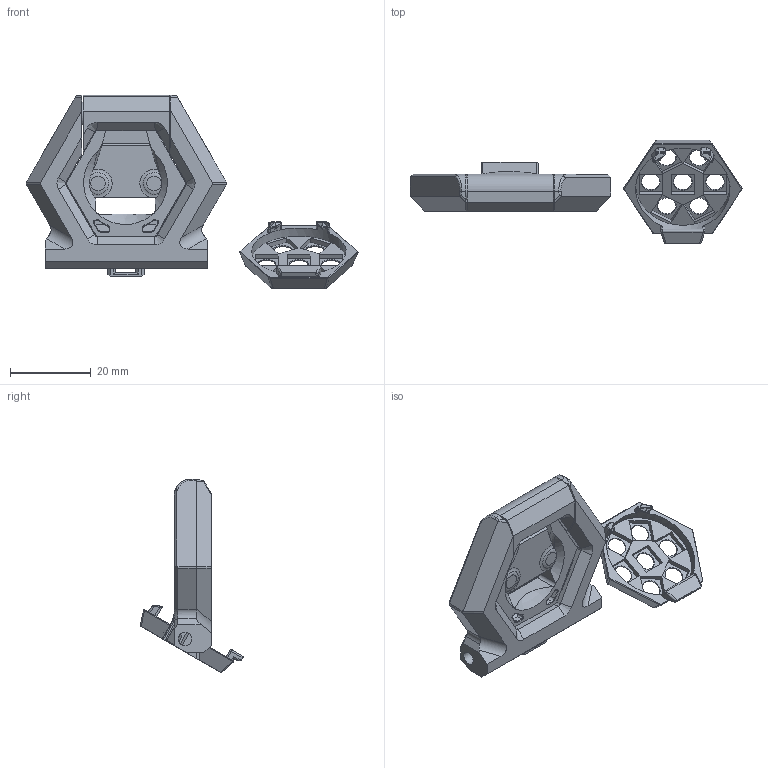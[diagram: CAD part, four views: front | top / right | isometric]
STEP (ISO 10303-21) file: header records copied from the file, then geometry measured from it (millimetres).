
FILE_DESCRIPTION(/* description */ (''),/* implementation_level */ '2;1');
FILE_NAME(/* name */ 'neopixel_hinge.step',/* time_stamp */ '2025-04-03T19:33:25+02:00',/* author */ (''),/* organization */ (''),/* preprocessor_version */ 'ST-DEVELOPER v20.1',/* originating_system */ 'Autodesk Translation Framework v14.4.0.0',/* authorisation */ '');
FILE_SCHEMA (('AUTOMOTIVE_DESIGN { 1 0 10303 214 3 1 1 }'));
Length unit declared in the file: millimetre
Products named in the file (4): 3.2_LED_FrontHinge_TILTED (1) (1); Hinge (1); support (1) (1) (1); PixelHolder (1) (1)
Assembly tree (3 placements, depth 3):
  3.2_LED_FrontHinge_TILTED (1) (1)
    Hinge (1)
      support (1) (1) (1)
    PixelHolder (1) (1)
Bounding box: 82.48 x 25.76 x 48.08 mm (x, y, z)
Volume: 11251.7 mm3; surface area: 9142.9 mm2
Topology: 3 solids, 3 shells, 664 faces, 1778 edges, 1128 vertices
Faces by surface type: plane 332, cylinder 138, bspline 117, cone 54, torus 19, sphere 4
Full cylindrical faces by diameter (mm): 3.3 x2, 4.7 x2, 23.5 x1
Entity records: 24471 total; most frequent: CARTESIAN_POINT 8326, ORIENTED_EDGE 3544, DIRECTION 3051, EDGE_CURVE 1772, VERTEX_POINT 1128, LINE 1055, VECTOR 1055, AXIS2_PLACEMENT_3D 998
